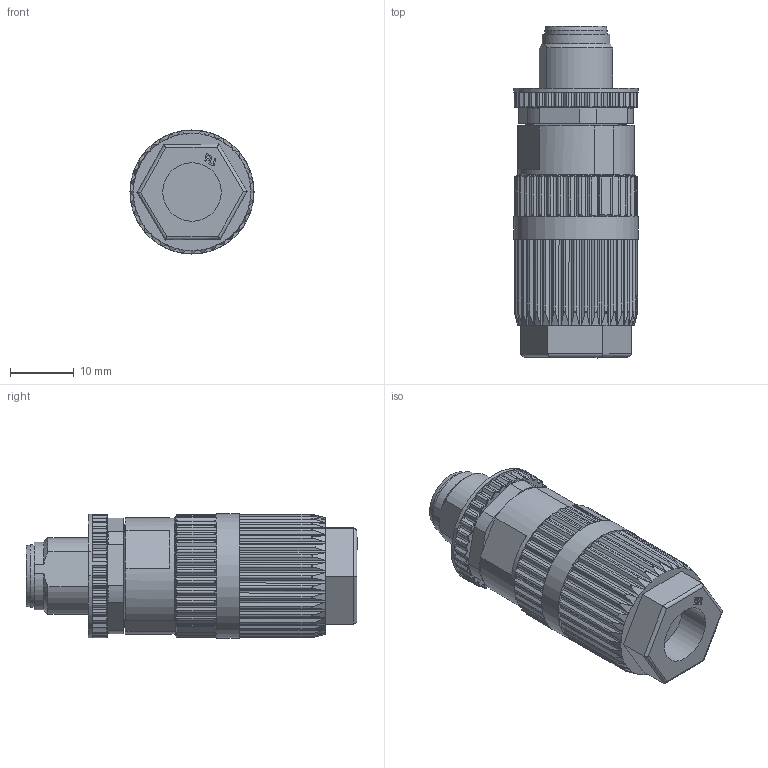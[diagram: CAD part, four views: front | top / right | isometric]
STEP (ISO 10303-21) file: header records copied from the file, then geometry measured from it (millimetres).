
FILE_DESCRIPTION(/* description */ (''),/* implementation_level */ '2;1');
FILE_NAME(/* name */ '100543696ugm000_a.stp',/* time_stamp */ '2014-09-19T08:30:39+02:00',/* author */ (''),/* organization */ (''),/* preprocessor_version */ 'ST-DEVELOPER v15',/* originating_system */ 'SIEMENS PLM Software NX 8.5',/* authorisation */ '');
FILE_SCHEMA (('AUTOMOTIVE_DESIGN { 1 0 10303 214 3 1 1 1 }'));
Length unit declared in the file: millimetre
Products named in the file (1): 100543696ugm000_a
Bounding box: 19.5 x 52.2 x 19.5 mm (x, y, z)
Volume: 11322.5 mm3; surface area: 4566.9 mm2
Topology: 1 solids, 1 shells, 949 faces, 2735 edges, 1811 vertices
Faces by surface type: plane 386, cylinder 347, bspline 169, cone 47
Full cylindrical faces by diameter (mm): 1 x4, 1.6 x4, 8.35 x1, 9.2 x1, 9.849 x2, 19.5 x1
Entity records: 43114 total; most frequent: CARTESIAN_POINT 13059, ORIENTED_EDGE 5404, DIRECTION 4312, EDGE_CURVE 2702, VERTEX_POINT 1801, AXIS2_PLACEMENT_3D 1539, LINE 1234, VECTOR 1234
